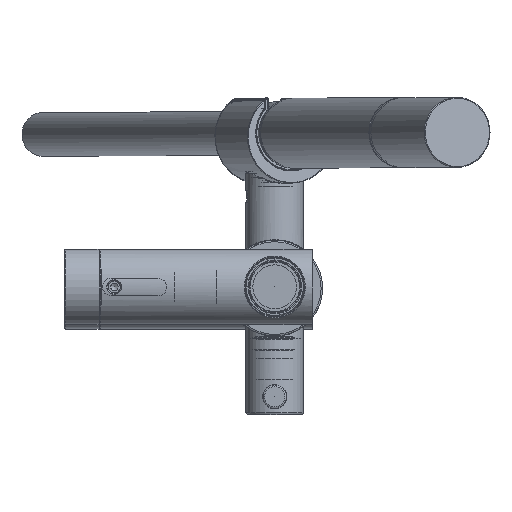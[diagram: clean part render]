
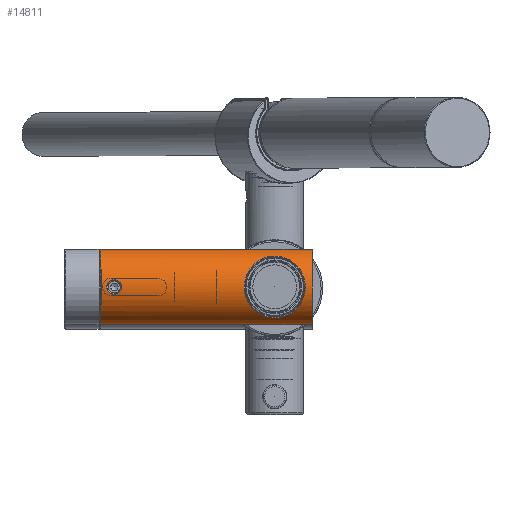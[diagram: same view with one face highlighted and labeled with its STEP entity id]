
A CAD part, top view. The second image highlights one B-rep face of the part: STEP entity #14811.
In plain terms, the highlighted cylindrical face has radius 13 mm (diameter 26 mm), a full revolution.
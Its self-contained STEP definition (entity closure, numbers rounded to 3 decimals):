
#686=B_SPLINE_CURVE_WITH_KNOTS('',3,(#23875,#23876,#23877,#23878,#23879,
#23880,#23881,#23882,#23883,#23884,#23885,#23886,#23887,#23888,#23889,#23890,
#23891,#23892,#23893,#23894,#23895,#23896,#23897,#23898,#23899,#23900,#23901,
#23902,#23903,#23904),.UNSPECIFIED.,.T.,.F.,(1,1,1,1,1,1,1,1,1,1,1,1,1,
1,1,1,1,1,1,1,1,1,1,1,1,1,1,1,1,1,1,1,1,1),(-0.007,-0.004,
-0.002,0.,0.002,0.004,
0.009,0.011,0.013,0.016,
0.018,0.02,0.022,0.024,
0.027,0.031,0.035,0.04,
0.044,0.047,0.049,0.051,
0.053,0.055,0.058,0.06,
0.062,0.064,0.067,0.069,
0.071,0.073,0.075,0.08),
 .UNSPECIFIED.);
#687=B_SPLINE_CURVE_WITH_KNOTS('',3,(#23906,#23907,#23908,#23909,#23910,
#23911,#23912,#23913,#23914,#23915,#23916,#23917,#23918,#23919,#23920,#23921,
#23922,#23923,#23924,#23925,#23926,#23927,#23928,#23929,#23930,#23931,#23932,
#23933,#23934,#23935),.UNSPECIFIED.,.T.,.F.,(1,1,1,1,1,1,1,1,1,1,1,1,1,
1,1,1,1,1,1,1,1,1,1,1,1,1,1,1,1,1,1,1,1,1),(-0.007,-0.004,
-0.002,0.,0.002,0.004,
0.009,0.011,0.013,0.016,
0.018,0.02,0.022,0.024,
0.027,0.031,0.035,0.04,
0.044,0.047,0.049,0.051,
0.053,0.055,0.058,0.06,
0.062,0.064,0.067,0.069,
0.071,0.073,0.075,0.08),
 .UNSPECIFIED.);
#688=B_SPLINE_CURVE_WITH_KNOTS('',3,(#23941,#23942,#23943,#23944,#23945,
#23946,#23947,#23948,#23949,#23950,#23951,#23952,#23953,#23954),
 .UNSPECIFIED.,.T.,.F.,(1,1,1,1,1,1,1,1,1,1,1,1,1,1,1,1,1,1),(-0.005,
-0.004,-0.002,0.,0.002,0.003,
0.004,0.006,0.008,0.009,
0.01,0.011,0.012,0.014,
0.015,0.017,0.018,0.019),
 .UNSPECIFIED.);
#999=CYLINDRICAL_SURFACE('',#16231,13.);
#1581=CIRCLE('',#16232,13.);
#1582=CIRCLE('',#16233,13.);
#3563=ORIENTED_EDGE('',*,*,#5734,.T.);
#3564=ORIENTED_EDGE('',*,*,#5735,.T.);
#3565=ORIENTED_EDGE('',*,*,#5736,.T.);
#3566=ORIENTED_EDGE('',*,*,#5737,.T.);
#3567=ORIENTED_EDGE('',*,*,#5738,.F.);
#5734=EDGE_CURVE('',#6993,#6993,#686,.T.);
#5735=EDGE_CURVE('',#6994,#6994,#687,.T.);
#5736=EDGE_CURVE('',#6995,#6995,#1581,.T.);
#5737=EDGE_CURVE('',#6996,#6996,#1582,.F.);
#5738=EDGE_CURVE('',#6997,#6997,#688,.T.);
#6993=VERTEX_POINT('',#23905);
#6994=VERTEX_POINT('',#23936);
#6995=VERTEX_POINT('',#23938);
#6996=VERTEX_POINT('',#23940);
#6997=VERTEX_POINT('',#23955);
#9214=EDGE_LOOP('',(#3563));
#9215=EDGE_LOOP('',(#3564));
#9216=EDGE_LOOP('',(#3565));
#9217=EDGE_LOOP('',(#3566));
#9218=EDGE_LOOP('',(#3567));
#10489=FACE_BOUND('',#9214,.T.);
#10490=FACE_BOUND('',#9215,.T.);
#10491=FACE_BOUND('',#9216,.T.);
#10492=FACE_BOUND('',#9217,.T.);
#10493=FACE_BOUND('',#9218,.T.);
#14811=ADVANCED_FACE('',(#10489,#10490,#10491,#10492,#10493),#999,.T.);
#16231=AXIS2_PLACEMENT_3D('',#23874,#18996,#18997);
#16232=AXIS2_PLACEMENT_3D('',#23937,#18998,#18999);
#16233=AXIS2_PLACEMENT_3D('',#23939,#19000,#19001);
#18996=DIRECTION('',(0.,0.,-1.));
#18997=DIRECTION('',(-1.,0.,0.));
#18998=DIRECTION('',(0.,0.,-1.));
#18999=DIRECTION('',(-1.,0.,0.));
#19000=DIRECTION('',(0.,0.,-1.));
#19001=DIRECTION('',(-1.,0.,0.));
#23874=CARTESIAN_POINT('',(0.,0.,73.));
#23875=CARTESIAN_POINT('',(2.224,-12.87,49.706));
#23876=CARTESIAN_POINT('',(-0.002,-13.065,49.472));
#23877=CARTESIAN_POINT('',(-2.215,-12.871,49.704));
#23878=CARTESIAN_POINT('',(-4.951,-12.159,50.575));
#23879=CARTESIAN_POINT('',(-7.196,-10.929,52.131));
#23880=CARTESIAN_POINT('',(-8.848,-9.564,54.122));
#23881=CARTESIAN_POINT('',(-9.808,-8.563,55.843));
#23882=CARTESIAN_POINT('',(-10.452,-7.742,57.803));
#23883=CARTESIAN_POINT('',(-10.694,-7.389,60.007));
#23884=CARTESIAN_POINT('',(-10.45,-7.745,62.204));
#23885=CARTESIAN_POINT('',(-9.806,-8.565,64.159));
#23886=CARTESIAN_POINT('',(-8.851,-9.561,65.874));
#23887=CARTESIAN_POINT('',(-7.189,-10.932,67.874));
#23888=CARTESIAN_POINT('',(-4.418,-12.461,69.806));
#23889=CARTESIAN_POINT('',(-0.033,-13.264,70.765));
#23890=CARTESIAN_POINT('',(4.361,-12.484,69.834));
#23891=CARTESIAN_POINT('',(7.172,-10.945,67.891));
#23892=CARTESIAN_POINT('',(8.842,-9.57,65.888));
#23893=CARTESIAN_POINT('',(9.8,-8.571,64.173));
#23894=CARTESIAN_POINT('',(10.45,-7.745,62.209));
#23895=CARTESIAN_POINT('',(10.694,-7.389,60.004));
#23896=CARTESIAN_POINT('',(10.452,-7.742,57.804));
#23897=CARTESIAN_POINT('',(9.806,-8.564,55.842));
#23898=CARTESIAN_POINT('',(8.853,-9.559,54.129));
#23899=CARTESIAN_POINT('',(7.599,-10.593,52.619));
#23900=CARTESIAN_POINT('',(6.082,-11.541,51.359));
#23901=CARTESIAN_POINT('',(4.266,-12.337,50.357));
#23902=CARTESIAN_POINT('',(2.224,-12.87,49.706));
#23903=CARTESIAN_POINT('',(-0.002,-13.065,49.472));
#23904=CARTESIAN_POINT('',(-2.215,-12.871,49.704));
#23905=CARTESIAN_POINT('',(0.,-13.,49.55));
#23906=CARTESIAN_POINT('',(-2.224,12.87,49.706));
#23907=CARTESIAN_POINT('',(0.002,13.065,49.472));
#23908=CARTESIAN_POINT('',(2.215,12.871,49.704));
#23909=CARTESIAN_POINT('',(4.951,12.159,50.575));
#23910=CARTESIAN_POINT('',(7.196,10.929,52.131));
#23911=CARTESIAN_POINT('',(8.848,9.564,54.122));
#23912=CARTESIAN_POINT('',(9.808,8.563,55.843));
#23913=CARTESIAN_POINT('',(10.452,7.742,57.803));
#23914=CARTESIAN_POINT('',(10.694,7.389,60.007));
#23915=CARTESIAN_POINT('',(10.45,7.745,62.204));
#23916=CARTESIAN_POINT('',(9.806,8.565,64.159));
#23917=CARTESIAN_POINT('',(8.851,9.561,65.874));
#23918=CARTESIAN_POINT('',(7.189,10.932,67.874));
#23919=CARTESIAN_POINT('',(4.418,12.461,69.806));
#23920=CARTESIAN_POINT('',(0.033,13.264,70.765));
#23921=CARTESIAN_POINT('',(-4.361,12.484,69.834));
#23922=CARTESIAN_POINT('',(-7.172,10.945,67.891));
#23923=CARTESIAN_POINT('',(-8.842,9.57,65.888));
#23924=CARTESIAN_POINT('',(-9.8,8.571,64.173));
#23925=CARTESIAN_POINT('',(-10.45,7.745,62.209));
#23926=CARTESIAN_POINT('',(-10.694,7.389,60.004));
#23927=CARTESIAN_POINT('',(-10.452,7.742,57.804));
#23928=CARTESIAN_POINT('',(-9.806,8.564,55.842));
#23929=CARTESIAN_POINT('',(-8.853,9.559,54.129));
#23930=CARTESIAN_POINT('',(-7.599,10.593,52.619));
#23931=CARTESIAN_POINT('',(-6.082,11.541,51.359));
#23932=CARTESIAN_POINT('',(-4.266,12.337,50.357));
#23933=CARTESIAN_POINT('',(-2.224,12.87,49.706));
#23934=CARTESIAN_POINT('',(0.002,13.065,49.472));
#23935=CARTESIAN_POINT('',(2.215,12.871,49.704));
#23936=CARTESIAN_POINT('',(0.,13.,49.55));
#23937=CARTESIAN_POINT('',(0.,0.,72.8));
#23938=CARTESIAN_POINT('',(-13.,0.,72.8));
#23939=CARTESIAN_POINT('',(0.,0.,0.2));
#23940=CARTESIAN_POINT('',(-13.,0.,0.2));
#23941=CARTESIAN_POINT('',(-2.581,-12.736,5.048));
#23942=CARTESIAN_POINT('',(-1.927,-12.88,3.092));
#23943=CARTESIAN_POINT('',(-0.371,-13.026,2.288));
#23944=CARTESIAN_POINT('',(0.928,-12.977,2.564));
#23945=CARTESIAN_POINT('',(1.983,-12.862,3.352));
#23946=CARTESIAN_POINT('',(2.582,-12.737,4.957));
#23947=CARTESIAN_POINT('',(2.03,-12.853,6.576));
#23948=CARTESIAN_POINT('',(1.009,-12.971,7.396));
#23949=CARTESIAN_POINT('',(0.049,-13.013,7.642));
#23950=CARTESIAN_POINT('',(-0.926,-12.978,7.437));
#23951=CARTESIAN_POINT('',(-1.981,-12.862,6.651));
#23952=CARTESIAN_POINT('',(-2.581,-12.736,5.048));
#23953=CARTESIAN_POINT('',(-1.927,-12.88,3.092));
#23954=CARTESIAN_POINT('',(-0.371,-13.026,2.288));
#23955=CARTESIAN_POINT('',(-1.725,-12.885,3.257));
